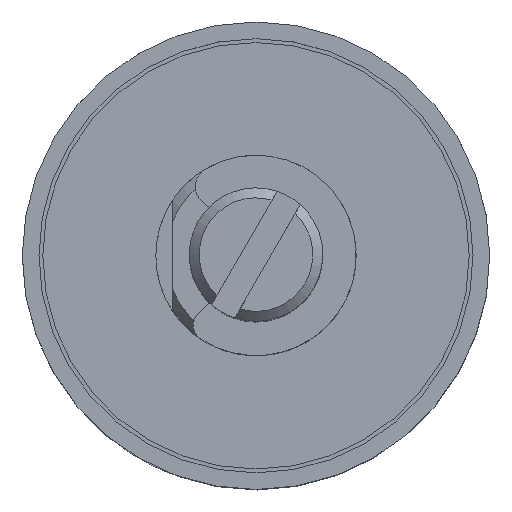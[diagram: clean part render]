
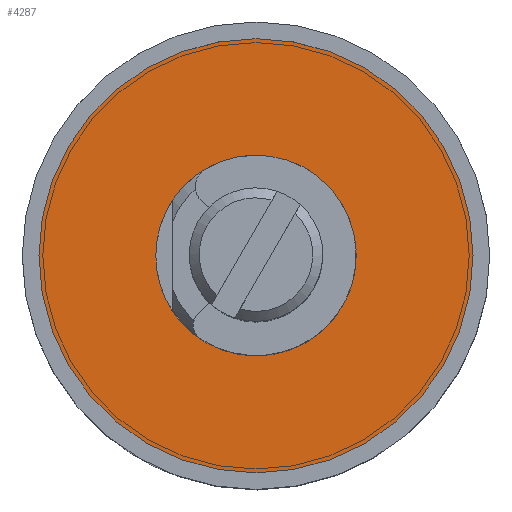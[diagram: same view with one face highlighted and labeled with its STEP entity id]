
A CAD part, top view. The second image highlights one B-rep face of the part: STEP entity #4287.
In plain terms, the highlighted planar face has unit normal (0, 0, 1).
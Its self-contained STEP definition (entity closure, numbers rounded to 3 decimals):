
#29 = ORIENTED_EDGE ( 'NONE', *, *, #3759, .T. ) ;
#245 = DIRECTION ( 'NONE',  ( 0., 0., 1. ) ) ;
#427 = VERTEX_POINT ( 'NONE', #6137 ) ;
#930 = ORIENTED_EDGE ( 'NONE', *, *, #4254, .T. ) ;
#1405 = FACE_OUTER_BOUND ( 'NONE', #8667, .T. ) ;
#1753 = CIRCLE ( 'NONE', #1977, 3. ) ;
#1977 = AXIS2_PLACEMENT_3D ( 'NONE', #4126, #2491, #3520 ) ;
#2424 = CARTESIAN_POINT ( 'NONE',  ( -3., 0., 0.5 ) ) ;
#2491 = DIRECTION ( 'NONE',  ( 0., 0., -1. ) ) ;
#2786 = FACE_BOUND ( 'NONE', #6789, .T. ) ;
#3520 = DIRECTION ( 'NONE',  ( -1., 0., 0. ) ) ;
#3759 = EDGE_CURVE ( 'NONE', #427, #427, #3824, .T. ) ;
#3763 = VERTEX_POINT ( 'NONE', #2424 ) ;
#3824 = CIRCLE ( 'NONE', #4617, 6.5 ) ;
#4126 = CARTESIAN_POINT ( 'NONE',  ( 0., 0., 0.5 ) ) ;
#4166 = DIRECTION ( 'NONE',  ( 0., 0., 1. ) ) ;
#4254 = EDGE_CURVE ( 'NONE', #3763, #3763, #1753, .T. ) ;
#4287 = ADVANCED_FACE ( 'NONE', ( #2786, #1405 ), #4295, .T. ) ;
#4295 = PLANE ( 'NONE',  #4976 ) ;
#4617 = AXIS2_PLACEMENT_3D ( 'NONE', #9007, #245, #5389 ) ;
#4976 = AXIS2_PLACEMENT_3D ( 'NONE', #9300, #4166, #6392 ) ;
#5389 = DIRECTION ( 'NONE',  ( 1., 0., 0. ) ) ;
#6137 = CARTESIAN_POINT ( 'NONE',  ( 6.5, 0., 0.5 ) ) ;
#6392 = DIRECTION ( 'NONE',  ( 1., 0., 0. ) ) ;
#6789 = EDGE_LOOP ( 'NONE', ( #930 ) ) ;
#8667 = EDGE_LOOP ( 'NONE', ( #29 ) ) ;
#9007 = CARTESIAN_POINT ( 'NONE',  ( 0., 0., 0.5 ) ) ;
#9300 = CARTESIAN_POINT ( 'NONE',  ( 3., 0., 0.5 ) ) ;
